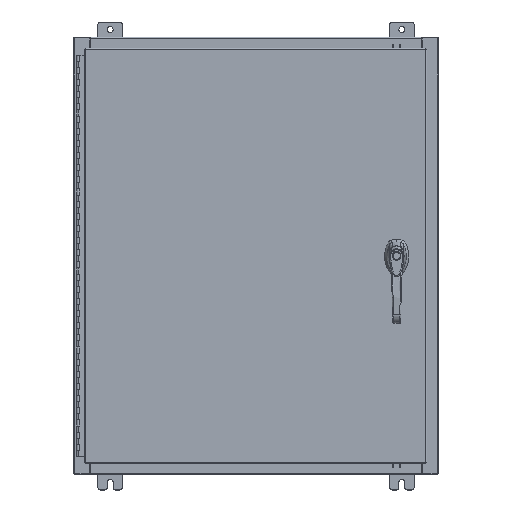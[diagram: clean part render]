
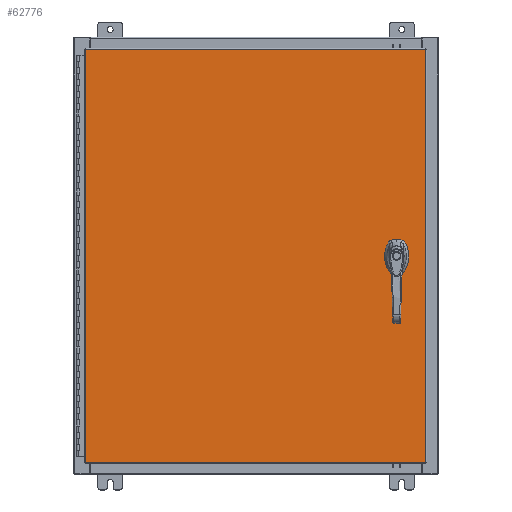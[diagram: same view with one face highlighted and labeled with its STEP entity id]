
A CAD part, top view. The second image highlights one B-rep face of the part: STEP entity #62776.
In plain terms, the highlighted planar face has unit normal (0, 0, 1).
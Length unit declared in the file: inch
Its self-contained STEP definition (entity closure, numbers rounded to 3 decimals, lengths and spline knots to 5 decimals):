
#135 = CIRCLE ( 'NONE', #15235, 0.45 ) ;
#411 = AXIS2_PLACEMENT_3D ( 'NONE', #84830, #27964, #94406 ) ;
#3114 = VERTEX_POINT ( 'NONE', #80478 ) ;
#3807 = AXIS2_PLACEMENT_3D ( 'NONE', #50601, #116999, #60113 ) ;
#4530 = EDGE_CURVE ( 'NONE', #68871, #67613, #10916, .T. ) ;
#4988 = EDGE_CURVE ( 'NONE', #91210, #60928, #62797, .T. ) ;
#4998 = EDGE_CURVE ( 'NONE', #77868, #63899, #40586, .T. ) ;
#5222 = DIRECTION ( 'NONE',  ( -1., 0., 0. ) ) ;
#8056 = VERTEX_POINT ( 'NONE', #23719 ) ;
#10260 = CARTESIAN_POINT ( 'NONE',  ( 11.77823, 0.403, 0. ) ) ;
#10530 = CARTESIAN_POINT ( 'NONE',  ( 13.9903, -17.0063, 0. ) ) ;
#10916 = LINE ( 'NONE', #108806, #33191 ) ;
#11667 = EDGE_CURVE ( 'NONE', #8056, #3114, #58896, .T. ) ;
#12088 = ORIENTED_EDGE ( 'NONE', *, *, #66646, .F. ) ;
#12349 = VECTOR ( 'NONE', #82633, 39.37008 ) ;
#14155 = AXIS2_PLACEMENT_3D ( 'NONE', #46357, #112810, #55920 ) ;
#15009 = CIRCLE ( 'NONE', #92364, 0.1715 ) ;
#15235 = AXIS2_PLACEMENT_3D ( 'NONE', #48413, #114847, #57947 ) ;
#15255 = DIRECTION ( 'NONE',  ( 0., 0., -1. ) ) ;
#15827 = CARTESIAN_POINT ( 'NONE',  ( 0., -0.403, 0. ) ) ;
#18016 = DIRECTION ( 'NONE',  ( 0., 0., 1. ) ) ;
#19832 = CARTESIAN_POINT ( 'NONE',  ( -13.9903, -17.0063, 0. ) ) ;
#19886 = VERTEX_POINT ( 'NONE', #10260 ) ;
#20748 = VERTEX_POINT ( 'NONE', #27718 ) ;
#22062 = EDGE_CURVE ( 'NONE', #50845, #91210, #135, .T. ) ;
#23719 = CARTESIAN_POINT ( 'NONE',  ( 11.37777, 0.403, 0. ) ) ;
#24778 = PLANE ( 'NONE',  #52892 ) ;
#27417 = AXIS2_PLACEMENT_3D ( 'NONE', #33146, #99536, #42666 ) ;
#27718 = CARTESIAN_POINT ( 'NONE',  ( 11.7495, -1.338, 0. ) ) ;
#27964 = DIRECTION ( 'NONE',  ( 0., 0., 1. ) ) ;
#29764 = CARTESIAN_POINT ( 'NONE',  ( 11.175, 0., 0. ) ) ;
#33146 = CARTESIAN_POINT ( 'NONE',  ( 11.578, 0., 0. ) ) ;
#33191 = VECTOR ( 'NONE', #69740, 39.37008 ) ;
#33210 = CIRCLE ( 'NONE', #3807, 0.45 ) ;
#34357 = CARTESIAN_POINT ( 'NONE',  ( 0., 0., 0. ) ) ;
#34841 = EDGE_CURVE ( 'NONE', #74900, #68802, #98330, .T. ) ;
#35329 = CARTESIAN_POINT ( 'NONE',  ( -13.9903, 17.0063, 0. ) ) ;
#35486 = ORIENTED_EDGE ( 'NONE', *, *, #79623, .F. ) ;
#37800 = ORIENTED_EDGE ( 'NONE', *, *, #70542, .F. ) ;
#37940 = CARTESIAN_POINT ( 'NONE',  ( 11.981, -0.20023, 0. ) ) ;
#40586 = LINE ( 'NONE', #35329, #85102 ) ;
#41172 = FACE_OUTER_BOUND ( 'NONE', #77012, .T. ) ;
#41177 = VERTEX_POINT ( 'NONE', #88535 ) ;
#42666 = DIRECTION ( 'NONE',  ( 1., 0., 0. ) ) ;
#43393 = DIRECTION ( 'NONE',  ( 0., -1., 0. ) ) ;
#45047 = ORIENTED_EDGE ( 'NONE', *, *, #75391, .F. ) ;
#46357 = CARTESIAN_POINT ( 'NONE',  ( 11.578, -1.338, 0. ) ) ;
#48413 = CARTESIAN_POINT ( 'NONE',  ( 11.578, 0., 0. ) ) ;
#49718 = CARTESIAN_POINT ( 'NONE',  ( 13.9903, 17.0063, 0. ) ) ;
#50063 = CARTESIAN_POINT ( 'NONE',  ( 11.981, 0.20023, 0. ) ) ;
#50080 = EDGE_LOOP ( 'NONE', ( #37800, #91170 ) ) ;
#50270 = LINE ( 'NONE', #116391, #63578 ) ;
#50601 = CARTESIAN_POINT ( 'NONE',  ( 11.578, 0., 0. ) ) ;
#50845 = VERTEX_POINT ( 'NONE', #93666 ) ;
#51787 = LINE ( 'NONE', #29764, #102311 ) ;
#52892 = AXIS2_PLACEMENT_3D ( 'NONE', #34357, #15255, #110323 ) ;
#54018 = DIRECTION ( 'NONE',  ( 0., -1., 0. ) ) ;
#55550 = EDGE_LOOP ( 'NONE', ( #87111, #12088, #61850, #60409, #35486, #83764, #90457, #45047 ) ) ;
#55920 = DIRECTION ( 'NONE',  ( 1., 0., 0. ) ) ;
#57947 = DIRECTION ( 'NONE',  ( 1., 0., 0. ) ) ;
#58896 = CIRCLE ( 'NONE', #27417, 0.45 ) ;
#59789 = EDGE_CURVE ( 'NONE', #63899, #68871, #50270, .T. ) ;
#60113 = DIRECTION ( 'NONE',  ( 1., 0., 0. ) ) ;
#60409 = ORIENTED_EDGE ( 'NONE', *, *, #22062, .F. ) ;
#60416 = FACE_BOUND ( 'NONE', #55550, .T. ) ;
#60928 = VERTEX_POINT ( 'NONE', #111187 ) ;
#61435 = CARTESIAN_POINT ( 'NONE',  ( 11.37777, -0.403, 0. ) ) ;
#61850 = ORIENTED_EDGE ( 'NONE', *, *, #4988, .F. ) ;
#62776 = ADVANCED_FACE ( 'NONE', ( #85710, #41172, #60416 ), #24778, .F. ) ;
#62797 = LINE ( 'NONE', #15827, #12349 ) ;
#63578 = VECTOR ( 'NONE', #78967, 39.37008 ) ;
#63899 = VERTEX_POINT ( 'NONE', #19832 ) ;
#66646 = EDGE_CURVE ( 'NONE', #60928, #68802, #33210, .T. ) ;
#67177 = EDGE_CURVE ( 'NONE', #41177, #20748, #79121, .T. ) ;
#67272 = VECTOR ( 'NONE', #5222, 39.37008 ) ;
#67613 = VERTEX_POINT ( 'NONE', #103095 ) ;
#68340 = LINE ( 'NONE', #49718, #93605 ) ;
#68802 = VERTEX_POINT ( 'NONE', #37940 ) ;
#68871 = VERTEX_POINT ( 'NONE', #10530 ) ;
#69740 = DIRECTION ( 'NONE',  ( 0., 1., 0. ) ) ;
#70542 = EDGE_CURVE ( 'NONE', #20748, #41177, #15009, .T. ) ;
#71310 = EDGE_CURVE ( 'NONE', #67613, #77868, #68340, .T. ) ;
#71610 = CARTESIAN_POINT ( 'NONE',  ( 0., 0.403, 0. ) ) ;
#74844 = CARTESIAN_POINT ( 'NONE',  ( 11.578, -1.338, 0. ) ) ;
#74900 = VERTEX_POINT ( 'NONE', #50063 ) ;
#75391 = EDGE_CURVE ( 'NONE', #74900, #19886, #110164, .T. ) ;
#77012 = EDGE_LOOP ( 'NONE', ( #87289, #81931, #80650, #84388 ) ) ;
#77868 = VERTEX_POINT ( 'NONE', #115595 ) ;
#78967 = DIRECTION ( 'NONE',  ( 1., 0., 0. ) ) ;
#79121 = CIRCLE ( 'NONE', #14155, 0.1715 ) ;
#79623 = EDGE_CURVE ( 'NONE', #3114, #50845, #51787, .T. ) ;
#80478 = CARTESIAN_POINT ( 'NONE',  ( 11.175, 0.20023, 0. ) ) ;
#80650 = ORIENTED_EDGE ( 'NONE', *, *, #71310, .T. ) ;
#81564 = CARTESIAN_POINT ( 'NONE',  ( 11.981, 0., 0. ) ) ;
#81931 = ORIENTED_EDGE ( 'NONE', *, *, #4530, .T. ) ;
#82633 = DIRECTION ( 'NONE',  ( 1., 0., 0. ) ) ;
#83764 = ORIENTED_EDGE ( 'NONE', *, *, #11667, .F. ) ;
#84388 = ORIENTED_EDGE ( 'NONE', *, *, #4998, .T. ) ;
#84421 = DIRECTION ( 'NONE',  ( 1., 0., 0. ) ) ;
#84830 = CARTESIAN_POINT ( 'NONE',  ( 11.578, 0., 0. ) ) ;
#85102 = VECTOR ( 'NONE', #54018, 39.37008 ) ;
#85710 = FACE_BOUND ( 'NONE', #50080, .T. ) ;
#86625 = DIRECTION ( 'NONE',  ( 0., -1., 0. ) ) ;
#87111 = ORIENTED_EDGE ( 'NONE', *, *, #34841, .T. ) ;
#87289 = ORIENTED_EDGE ( 'NONE', *, *, #59789, .T. ) ;
#87683 = EDGE_CURVE ( 'NONE', #19886, #8056, #89564, .T. ) ;
#88535 = CARTESIAN_POINT ( 'NONE',  ( 11.4065, -1.338, 0. ) ) ;
#89564 = LINE ( 'NONE', #71610, #67272 ) ;
#90457 = ORIENTED_EDGE ( 'NONE', *, *, #87683, .F. ) ;
#91170 = ORIENTED_EDGE ( 'NONE', *, *, #67177, .F. ) ;
#91210 = VERTEX_POINT ( 'NONE', #61435 ) ;
#92352 = VECTOR ( 'NONE', #43393, 39.37008 ) ;
#92364 = AXIS2_PLACEMENT_3D ( 'NONE', #74844, #18016, #84421 ) ;
#93605 = VECTOR ( 'NONE', #116161, 39.37008 ) ;
#93666 = CARTESIAN_POINT ( 'NONE',  ( 11.175, -0.20023, 0. ) ) ;
#94406 = DIRECTION ( 'NONE',  ( 1., 0., 0. ) ) ;
#98330 = LINE ( 'NONE', #81564, #92352 ) ;
#99536 = DIRECTION ( 'NONE',  ( 0., 0., 1. ) ) ;
#102311 = VECTOR ( 'NONE', #86625, 39.37008 ) ;
#103095 = CARTESIAN_POINT ( 'NONE',  ( 13.9903, 17.0063, 0. ) ) ;
#108806 = CARTESIAN_POINT ( 'NONE',  ( 13.9903, -17.0063, 0. ) ) ;
#110164 = CIRCLE ( 'NONE', #411, 0.45 ) ;
#110323 = DIRECTION ( 'NONE',  ( -1., 0., 0. ) ) ;
#111187 = CARTESIAN_POINT ( 'NONE',  ( 11.77823, -0.403, 0. ) ) ;
#112810 = DIRECTION ( 'NONE',  ( 0., 0., 1. ) ) ;
#114847 = DIRECTION ( 'NONE',  ( 0., 0., 1. ) ) ;
#115595 = CARTESIAN_POINT ( 'NONE',  ( -13.9903, 17.0063, 0. ) ) ;
#116161 = DIRECTION ( 'NONE',  ( -1., 0., 0. ) ) ;
#116391 = CARTESIAN_POINT ( 'NONE',  ( -13.9903, -17.0063, 0. ) ) ;
#116999 = DIRECTION ( 'NONE',  ( 0., 0., 1. ) ) ;
